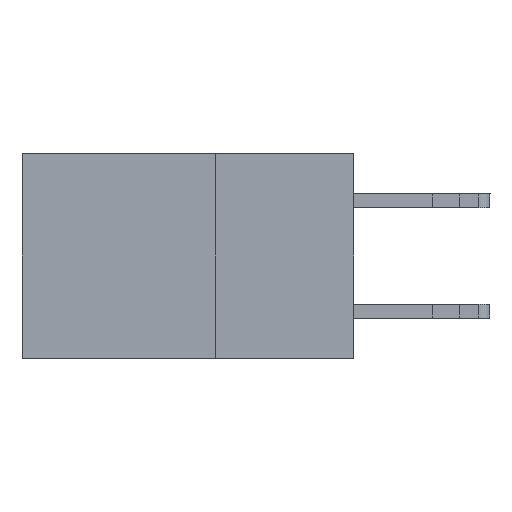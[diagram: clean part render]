
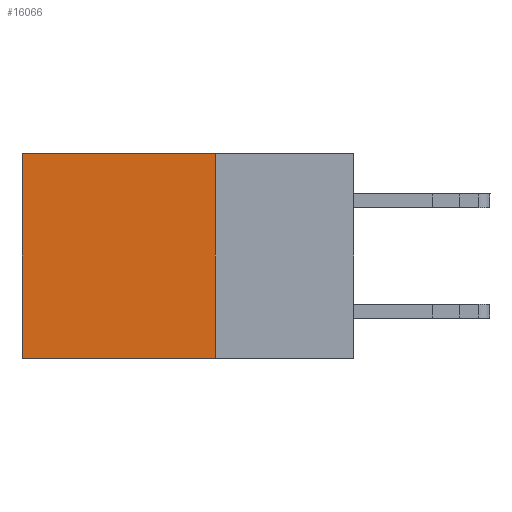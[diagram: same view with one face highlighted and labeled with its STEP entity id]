
A CAD part, left-side view. The second image highlights one B-rep face of the part: STEP entity #16066.
In plain terms, the highlighted planar face has unit normal (-1, 0, 0).
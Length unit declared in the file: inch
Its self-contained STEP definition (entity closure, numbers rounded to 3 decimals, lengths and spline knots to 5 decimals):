
#43 = VECTOR ( 'NONE', #2448, 39.37008 ) ;
#951 = CARTESIAN_POINT ( 'NONE',  ( 0.2875, 0.6, 0. ) ) ;
#1340 = AXIS2_PLACEMENT_3D ( 'NONE', #15895, #8524, #2973 ) ;
#1565 = DIRECTION ( 'NONE',  ( 0., 0., -1. ) ) ;
#2448 = DIRECTION ( 'NONE',  ( 0., 0., -1. ) ) ;
#2674 = VECTOR ( 'NONE', #5951, 39.37008 ) ;
#2880 = EDGE_CURVE ( 'NONE', #12523, #9565, #6924, .T. ) ;
#2973 = DIRECTION ( 'NONE',  ( 0., 0., -1. ) ) ;
#3373 = CARTESIAN_POINT ( 'NONE',  ( 0.2875, 0.6, -0.37 ) ) ;
#4517 = VERTEX_POINT ( 'NONE', #3373 ) ;
#4669 = CARTESIAN_POINT ( 'NONE',  ( 0.2875, 0.25, 0. ) ) ;
#5101 = DIRECTION ( 'NONE',  ( 0., 1., 0. ) ) ;
#5951 = DIRECTION ( 'NONE',  ( 0., 1., 0. ) ) ;
#6132 = ORIENTED_EDGE ( 'NONE', *, *, #17232, .F. ) ;
#6312 = ORIENTED_EDGE ( 'NONE', *, *, #16572, .T. ) ;
#6924 = LINE ( 'NONE', #4669, #14823 ) ;
#8524 = DIRECTION ( 'NONE',  ( 1., 0., 0. ) ) ;
#9153 = EDGE_CURVE ( 'NONE', #12523, #16583, #9814, .T. ) ;
#9565 = VERTEX_POINT ( 'NONE', #9568 ) ;
#9568 = CARTESIAN_POINT ( 'NONE',  ( 0.2875, 0.25, -0.37 ) ) ;
#9814 = LINE ( 'NONE', #10151, #2674 ) ;
#9818 = LINE ( 'NONE', #13724, #12303 ) ;
#10151 = CARTESIAN_POINT ( 'NONE',  ( 0.2875, 0.25, 0. ) ) ;
#10759 = CARTESIAN_POINT ( 'NONE',  ( 0.2875, 0.25, 0. ) ) ;
#11215 = FACE_OUTER_BOUND ( 'NONE', #17616, .T. ) ;
#11416 = PLANE ( 'NONE',  #1340 ) ;
#11939 = ORIENTED_EDGE ( 'NONE', *, *, #2880, .F. ) ;
#12303 = VECTOR ( 'NONE', #5101, 39.37008 ) ;
#12343 = LINE ( 'NONE', #13861, #43 ) ;
#12523 = VERTEX_POINT ( 'NONE', #10759 ) ;
#13724 = CARTESIAN_POINT ( 'NONE',  ( 0.2875, 0.25, -0.37 ) ) ;
#13861 = CARTESIAN_POINT ( 'NONE',  ( 0.2875, 0.6, 0. ) ) ;
#14823 = VECTOR ( 'NONE', #1565, 39.37008 ) ;
#15895 = CARTESIAN_POINT ( 'NONE',  ( 0.2875, 0.25, 0. ) ) ;
#15912 = ORIENTED_EDGE ( 'NONE', *, *, #9153, .T. ) ;
#16066 = ADVANCED_FACE ( 'NONE', ( #11215 ), #11416, .F. ) ;
#16572 = EDGE_CURVE ( 'NONE', #16583, #4517, #12343, .T. ) ;
#16583 = VERTEX_POINT ( 'NONE', #951 ) ;
#17232 = EDGE_CURVE ( 'NONE', #9565, #4517, #9818, .T. ) ;
#17616 = EDGE_LOOP ( 'NONE', ( #6312, #6132, #11939, #15912 ) ) ;
